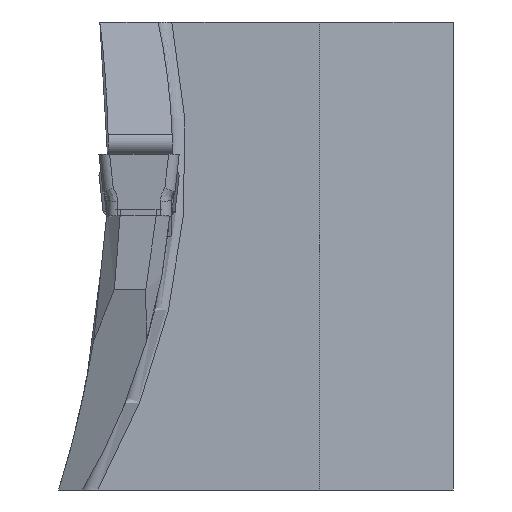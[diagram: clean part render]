
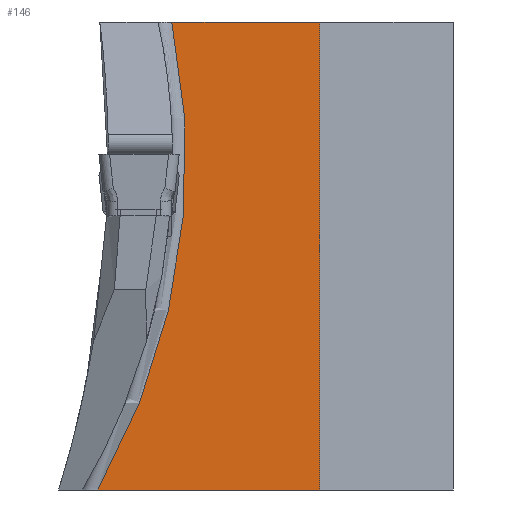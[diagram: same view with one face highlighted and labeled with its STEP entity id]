
A CAD part, left-side view. The second image highlights one B-rep face of the part: STEP entity #146.
In plain terms, the highlighted planar face has unit normal (-1, 0, 0).
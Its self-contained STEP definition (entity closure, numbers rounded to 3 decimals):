
#60=CIRCLE('',#1141,50.);
#146=ADVANCED_FACE('',(#238),#203,.F.);
#203=PLANE('',#1142);
#238=FACE_OUTER_BOUND('',#297,.T.);
#297=EDGE_LOOP('',(#446,#447,#448,#449));
#446=ORIENTED_EDGE('',*,*,#808,.F.);
#447=ORIENTED_EDGE('',*,*,#844,.T.);
#448=ORIENTED_EDGE('',*,*,#802,.F.);
#449=ORIENTED_EDGE('',*,*,#845,.T.);
#697=VERTEX_POINT('',#1542);
#698=VERTEX_POINT('',#1544);
#703=VERTEX_POINT('',#1582);
#704=VERTEX_POINT('',#1584);
#802=EDGE_CURVE('',#697,#698,#962,.T.);
#808=EDGE_CURVE('',#703,#704,#966,.T.);
#844=EDGE_CURVE('',#703,#698,#60,.T.);
#845=EDGE_CURVE('',#697,#704,#983,.T.);
#962=LINE('',#1543,#1042);
#966=LINE('',#1583,#1046);
#983=LINE('',#1717,#1063);
#1042=VECTOR('',#1234,1.);
#1046=VECTOR('',#1240,1.);
#1063=VECTOR('',#1311,1.);
#1141=AXIS2_PLACEMENT_3D('',#1716,#1309,#1310);
#1142=AXIS2_PLACEMENT_3D('',#1718,#1312,#1313);
#1234=DIRECTION('',(0.,1.,0.));
#1240=DIRECTION('',(0.,-1.,0.));
#1309=DIRECTION('',(1.,0.,0.));
#1310=DIRECTION('',(0.,0.,-1.));
#1311=DIRECTION('',(0.,0.,1.));
#1312=DIRECTION('',(1.,0.,0.));
#1313=DIRECTION('',(0.,0.,-1.));
#1542=CARTESIAN_POINT('',(33.,-15.,-25.));
#1543=CARTESIAN_POINT('',(33.,-25.,-25.));
#1544=CARTESIAN_POINT('',(33.,1.584,-25.));
#1582=CARTESIAN_POINT('',(33.,-3.949,10.));
#1583=CARTESIAN_POINT('',(33.,-2.927,10.));
#1584=CARTESIAN_POINT('',(33.,-15.,10.));
#1716=CARTESIAN_POINT('',(33.,45.,-0.2));
#1717=CARTESIAN_POINT('',(33.,-15.,-0.2));
#1718=CARTESIAN_POINT('',(33.,45.,-0.2));
